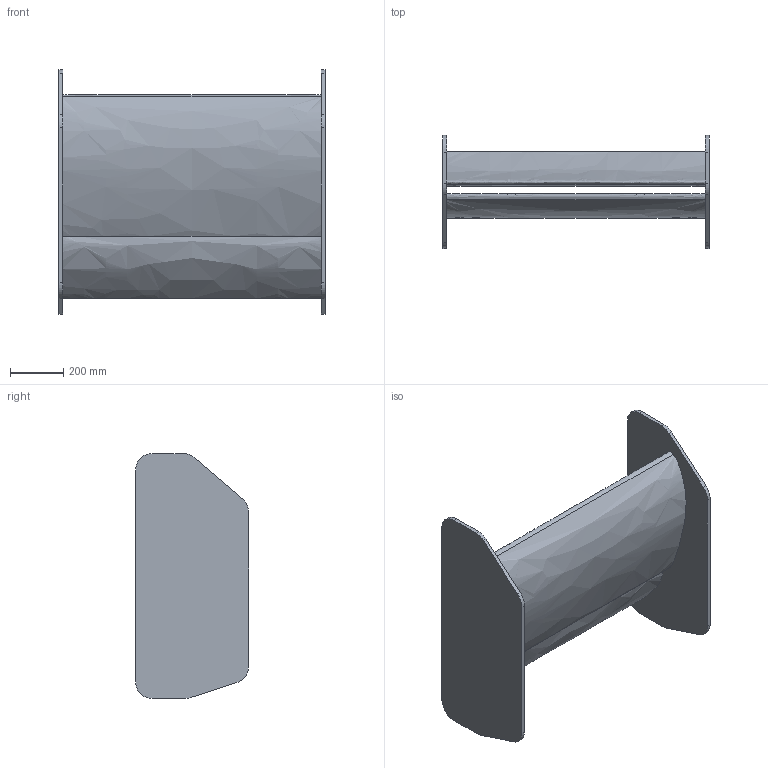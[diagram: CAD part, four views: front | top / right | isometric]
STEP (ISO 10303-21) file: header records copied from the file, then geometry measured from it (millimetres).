
FILE_DESCRIPTION (( 'STEP AP214' ), '1' );
FILE_NAME ('NFR25_RearWing_Wes-2element.STEP', '2024-09-26T01:56:34', ( '' ), ( '' ), 'SwSTEP 2.0', 'SolidWorks 2024', '' );
FILE_SCHEMA (( 'AUTOMOTIVE_DESIGN' ));
Length unit declared in the file: inch
Products named in the file (1): NFR25_RearWing_Wes-2element
Bounding box: 1003.3 x 426.07 x 923.03 mm (x, y, z)
Volume: 39918274.7 mm3; surface area: 3115533.6 mm2
Topology: 1 solids, 1 shells, 32 faces, 84 edges, 56 vertices
Faces by surface type: plane 16, cylinder 12, bspline 4
Entity records: 1607 total; most frequent: CARTESIAN_POINT 785, ORIENTED_EDGE 168, DIRECTION 158, EDGE_CURVE 84, VERTEX_POINT 56, AXIS2_PLACEMENT_3D 53, LINE 52, VECTOR 52
